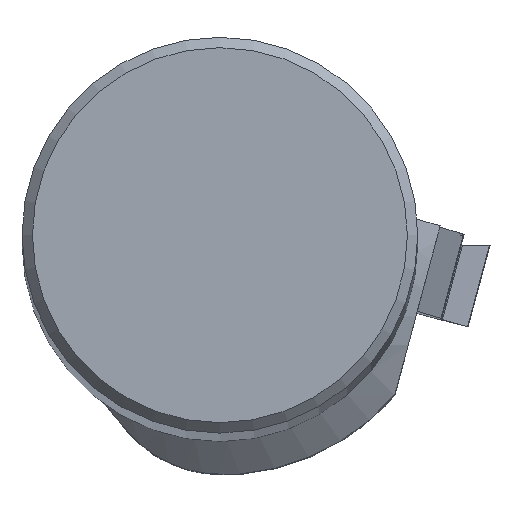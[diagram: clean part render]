
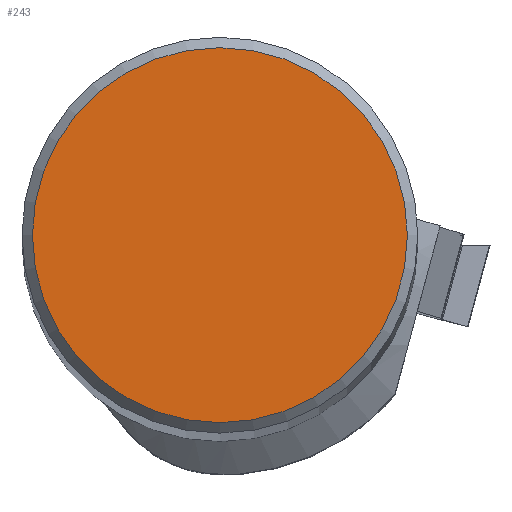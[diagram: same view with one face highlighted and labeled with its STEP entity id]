
A CAD part, top view. The second image highlights one B-rep face of the part: STEP entity #243.
In plain terms, the highlighted planar face has unit normal (0, 0, 1).
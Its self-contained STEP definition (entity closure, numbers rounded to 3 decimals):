
#182=CIRCLE('',#1605,9.016);
#243=ADVANCED_FACE('',(#351),#291,.T.);
#291=PLANE('',#1606);
#351=FACE_OUTER_BOUND('',#426,.T.);
#426=EDGE_LOOP('',(#1020));
#1020=ORIENTED_EDGE('',*,*,#1386,.F.);
#1203=VERTEX_POINT('',#2621);
#1386=EDGE_CURVE('',#1203,#1203,#182,.T.);
#1605=AXIS2_PLACEMENT_3D('',#2620,#1974,#1975);
#1606=AXIS2_PLACEMENT_3D('',#2622,#1976,#1977);
#1974=DIRECTION('',(0.,0.,-1.));
#1975=DIRECTION('',(-1.,0.,0.));
#1976=DIRECTION('',(0.,0.,1.));
#1977=DIRECTION('',(-1.,0.,0.));
#2620=CARTESIAN_POINT('',(0.,0.,0.));
#2621=CARTESIAN_POINT('',(-9.016,0.,0.));
#2622=CARTESIAN_POINT('',(0.,0.,0.));
